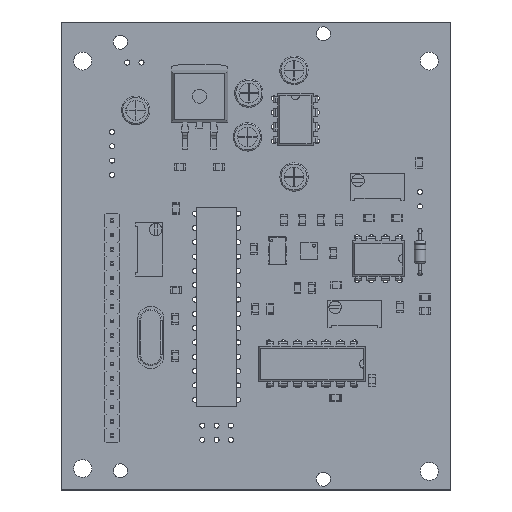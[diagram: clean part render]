
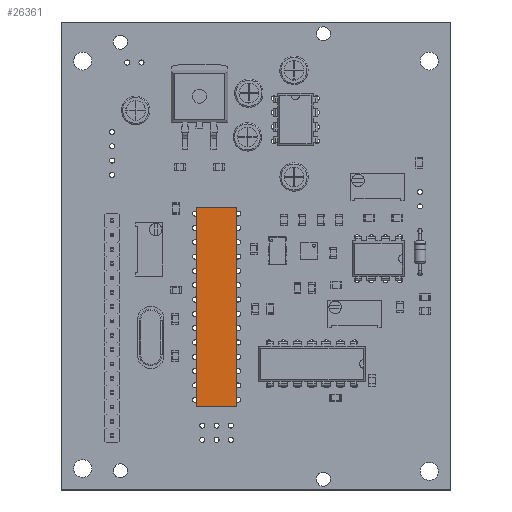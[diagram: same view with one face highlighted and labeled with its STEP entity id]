
A CAD part, top view. The second image highlights one B-rep face of the part: STEP entity #26361.
In plain terms, the highlighted planar face has unit normal (0, 0, 1).
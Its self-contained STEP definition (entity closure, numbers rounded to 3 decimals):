
#26232 = VERTEX_POINT('',#26233);
#26233 = CARTESIAN_POINT('',(-3.6,-17.65,4.58));
#26239 = EDGE_CURVE('',#26232,#26240,#26242,.T.);
#26240 = VERTEX_POINT('',#26241);
#26241 = CARTESIAN_POINT('',(3.6,-17.65,4.58));
#26242 = LINE('',#26243,#26244);
#26243 = CARTESIAN_POINT('',(-3.6,-17.65,4.58));
#26244 = VECTOR('',#26245,1.);
#26245 = DIRECTION('',(1.,0.,0.));
#26270 = EDGE_CURVE('',#26240,#26271,#26273,.T.);
#26271 = VERTEX_POINT('',#26272);
#26272 = CARTESIAN_POINT('',(3.6,17.65,4.58));
#26273 = LINE('',#26274,#26275);
#26274 = CARTESIAN_POINT('',(3.6,-17.65,4.58));
#26275 = VECTOR('',#26276,1.);
#26276 = DIRECTION('',(0.,1.,0.));
#26301 = EDGE_CURVE('',#26271,#26302,#26304,.T.);
#26302 = VERTEX_POINT('',#26303);
#26303 = CARTESIAN_POINT('',(-3.6,17.65,4.58));
#26304 = LINE('',#26305,#26306);
#26305 = CARTESIAN_POINT('',(3.6,17.65,4.58));
#26306 = VECTOR('',#26307,1.);
#26307 = DIRECTION('',(-1.,0.,0.));
#26332 = EDGE_CURVE('',#26302,#26232,#26333,.T.);
#26333 = LINE('',#26334,#26335);
#26334 = CARTESIAN_POINT('',(-3.6,17.65,4.58));
#26335 = VECTOR('',#26336,1.);
#26336 = DIRECTION('',(0.,-1.,0.));
#26361 = ADVANCED_FACE('',(#26362),#26368,.F.);
#26362 = FACE_BOUND('',#26363,.T.);
#26363 = EDGE_LOOP('',(#26364,#26365,#26366,#26367));
#26364 = ORIENTED_EDGE('',*,*,#26239,.T.);
#26365 = ORIENTED_EDGE('',*,*,#26270,.T.);
#26366 = ORIENTED_EDGE('',*,*,#26301,.T.);
#26367 = ORIENTED_EDGE('',*,*,#26332,.T.);
#26368 = PLANE('',#26369);
#26369 = AXIS2_PLACEMENT_3D('',#26370,#26371,#26372);
#26370 = CARTESIAN_POINT('',(-3.6,-17.65,4.58));
#26371 = DIRECTION('',(0.,0.,-1.));
#26372 = DIRECTION('',(-1.,0.,0.));
